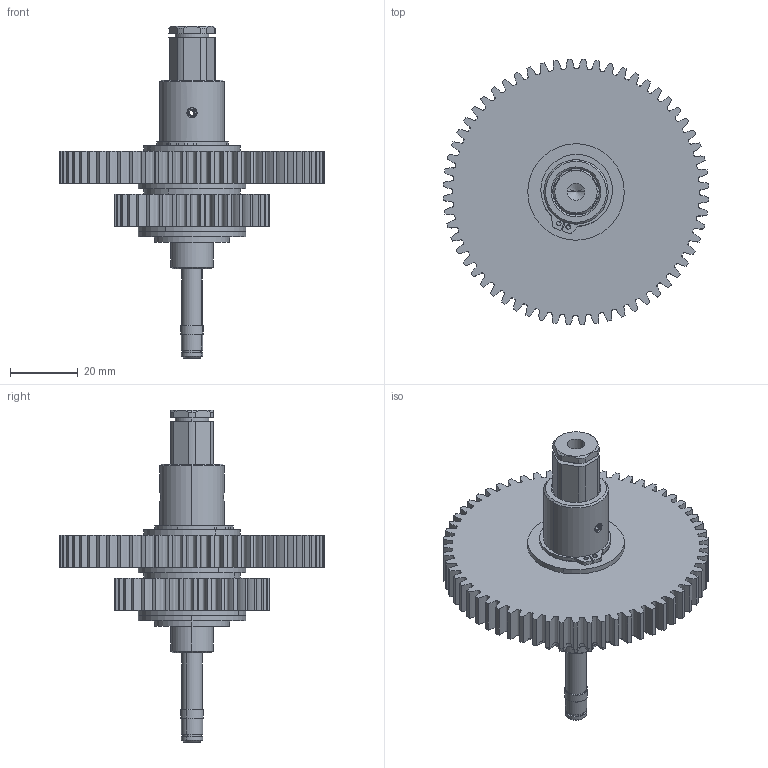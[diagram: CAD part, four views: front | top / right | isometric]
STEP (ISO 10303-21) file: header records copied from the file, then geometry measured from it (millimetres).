
FILE_DESCRIPTION (( 'STEP AP203' ), '1' );
FILE_NAME ('217-3289-STEP-20150102.STEP', '2015-01-02T21:46:09', ( 'IFMI-VEX04' ), ( '' ), 'SwSTEP 2.0', 'SolidWorks 2014', '' );
FILE_SCHEMA (( 'CONFIG_CONTROL_DESIGN' ));
Length unit declared in the file: millimetre
Products named in the file (14): 217-3289-STEP-20150102; 217-4099-002 Rev3; 217-4099-000 Rev2_high gear; 217-2428-007 Rev1; 217-2428-022 Rev1; 217-4098-004 Rev1; 217-2713-001_60t Steel; 217-2428-008 Rev2; 217-2713-101 Rev1; 217-2428-028 Rev1_97633A250; 217-3212-001 Rev1_34t; 217-4098-005 Rev1_91612A226; 217-3212-101 Rev1; 217-4098-003 Rev2
Assembly tree (19 placements, depth 3):
  217-3289-STEP-20150102
    217-2428-008 Rev2
    217-2428-028 Rev1_97633A250
    217-4099-000 Rev2_high gear
      217-4098-005 Rev1_91612A226
      217-4098-003 Rev2
      217-4099-002 Rev3
      217-4098-004 Rev1
    217-2428-007 Rev1  x6
    217-2713-101 Rev1
      217-2428-022 Rev1
      217-2713-001_60t Steel
    217-3212-101 Rev1
      217-2428-022 Rev1
      217-3212-001 Rev1_34t
Bounding box: 78.7 x 78.7 x 98.3 mm (x, y, z)
Volume: 71358.5 mm3; surface area: 35914.6 mm2
Topology: 16 solids, 16 shells, 483 faces, 1287 edges, 837 vertices
Faces by surface type: cylinder 232, bspline 94, plane 82, cone 51, torus 12, sphere 12
Entity records: 47131 total; most frequent: CARTESIAN_POINT 34291, ORIENTED_EDGE 2430, DIRECTION 2247, EDGE_CURVE 1215, AXIS2_PLACEMENT_3D 885, VERTEX_POINT 791, EDGE_LOOP 506, CIRCLE 496
